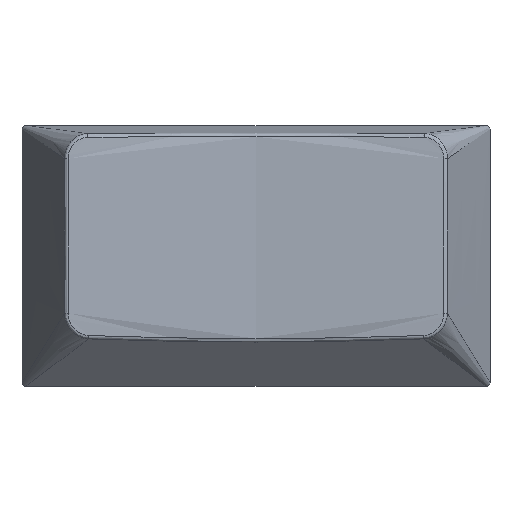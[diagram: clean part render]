
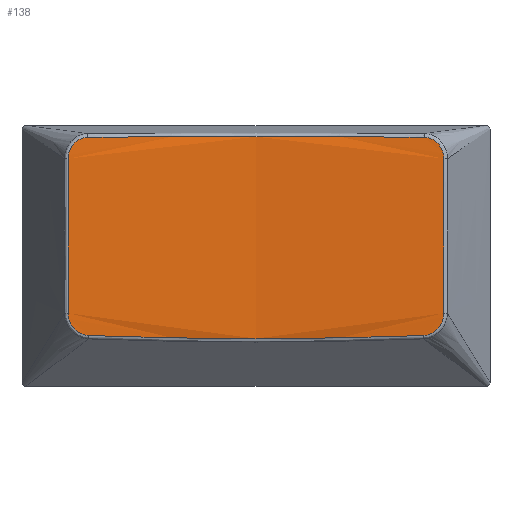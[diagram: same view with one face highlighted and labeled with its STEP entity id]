
A CAD part, top view. The second image highlights one B-rep face of the part: STEP entity #138.
In plain terms, the highlighted cylindrical face has radius 144.265 mm (diameter 288.53 mm), a partial arc.
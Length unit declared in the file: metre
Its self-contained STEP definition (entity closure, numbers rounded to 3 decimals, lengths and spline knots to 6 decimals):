
#138=ADVANCED_FACE('0:36349',(#235),#236,.F.);
#235=FACE_OUTER_BOUND('',#2470,.T.);
#236=CYLINDRICAL_SURFACE('',#2471,0.144265);
#2470=EDGE_LOOP('',(#2847,#2848,#2849,#2850,#2851,#2852,#2853,#2854));
#2471=AXIS2_PLACEMENT_3D('',#2855,#2856,#2857);
#2847=ORIENTED_EDGE('',*,*,#3057,.F.);
#2848=ORIENTED_EDGE('',*,*,#3060,.F.);
#2849=ORIENTED_EDGE('',*,*,#3066,.F.);
#2850=ORIENTED_EDGE('',*,*,#3071,.F.);
#2851=ORIENTED_EDGE('',*,*,#3077,.F.);
#2852=ORIENTED_EDGE('',*,*,#3075,.F.);
#2853=ORIENTED_EDGE('',*,*,#3069,.F.);
#2854=ORIENTED_EDGE('',*,*,#3063,.F.);
#2855=CARTESIAN_POINT('',(0.141251,0.176042,0.15069));
#2856=DIRECTION('',(0.,-1.,0.022));
#2857=DIRECTION('',(-1.0,0.,0.));
#3057=EDGE_CURVE('0:36676',#3270,#3265,#3272,.T.);
#3060=EDGE_CURVE('0:36685',#3275,#3270,#3277,.T.);
#3063=EDGE_CURVE('0:36694',#3265,#3278,#3282,.T.);
#3066=EDGE_CURVE('0:36703',#3285,#3275,#3287,.T.);
#3069=EDGE_CURVE('0:36712',#3278,#3288,#3292,.T.);
#3071=EDGE_CURVE('0:36718',#3294,#3285,#3296,.T.);
#3075=EDGE_CURVE('0:36730',#3288,#3298,#3302,.T.);
#3077=EDGE_CURVE('0:36736',#3298,#3294,#3304,.T.);
#3265=VERTEX_POINT('',#5805);
#3270=VERTEX_POINT('',#5816);
#3272=B_SPLINE_CURVE_WITH_KNOTS('',3,(#5818,#5819,#5820,#5821,#5822,#5823,#5824),.UNSPECIFIED.,.F.,.F.,(4,1,1,1,4),(0.,0.657706,1.315411,1.808691,2.30197),.UNSPECIFIED.);
#3275=VERTEX_POINT('',#5827);
#3277=ELLIPSE('',#5829,0.114491,0.099089);
#3278=VERTEX_POINT('',#5830);
#3282=B_SPLINE_CURVE_WITH_KNOTS('',3,(#5838,#5839,#5840,#5841,#5842),.UNSPECIFIED.,.F.,.F.,(4,1,4),(0.,4.570349,10.664149),.UNSPECIFIED.);
#3285=VERTEX_POINT('',#5851);
#3287=B_SPLINE_CURVE_WITH_KNOTS('',3,(#5853,#5854,#5855,#5856,#5857,#5858,#5859),.UNSPECIFIED.,.F.,.F.,(4,1,1,1,4),(0.,0.657706,1.315411,1.973117,2.30197),.UNSPECIFIED.);
#3288=VERTEX_POINT('',#5860);
#3292=B_SPLINE_CURVE_WITH_KNOTS('',3,(#5869,#5870,#5871,#5872,#5873,#5874),.UNSPECIFIED.,.F.,.F.,(4,1,1,4),(0.,0.957515,1.595858,2.234201),.UNSPECIFIED.);
#3294=VERTEX_POINT('',#5876);
#3296=B_SPLINE_CURVE_WITH_KNOTS('',3,(#5878,#5879,#5880,#5881,#5882),.UNSPECIFIED.,.F.,.F.,(4,1,4),(-10.664149,-4.570349,0.),.UNSPECIFIED.);
#3298=VERTEX_POINT('',#5888);
#3302=ELLIPSE('',#5892,0.124254,0.107524);
#3304=B_SPLINE_CURVE_WITH_KNOTS('',3,(#5900,#5901,#5902,#5903,#5904,#5905,#5906),.UNSPECIFIED.,.F.,.F.,(4,1,1,1,4),(0.,0.319175,0.957524,1.595873,2.234222),.UNSPECIFIED.);
#5805=CARTESIAN_POINT('',(0.128292,0.163497,0.007248));
#5816=CARTESIAN_POINT('',(0.129703,0.161958,0.007161));
#5818=CARTESIAN_POINT('',(0.129703,0.161958,0.007161));
#5819=CARTESIAN_POINT('',(0.129485,0.161966,0.007178));
#5820=CARTESIAN_POINT('',(0.129056,0.162097,0.007211));
#5821=CARTESIAN_POINT('',(0.128601,0.162512,0.007241));
#5822=CARTESIAN_POINT('',(0.128348,0.163004,0.007253));
#5823=CARTESIAN_POINT('',(0.128292,0.163333,0.007251));
#5824=CARTESIAN_POINT('',(0.128292,0.163497,0.007248));
#5827=CARTESIAN_POINT('',(0.152799,0.161958,0.007161));
#5829=AXIS2_PLACEMENT_3D('',#6089,#6090,#6091);
#5830=CARTESIAN_POINT('',(0.128288,0.174159,0.007015));
#5838=CARTESIAN_POINT('',(0.128292,0.163497,0.007248));
#5839=CARTESIAN_POINT('',(0.128292,0.16502,0.007214));
#5840=CARTESIAN_POINT('',(0.12829,0.168574,0.007137));
#5841=CARTESIAN_POINT('',(0.128288,0.172128,0.007059));
#5842=CARTESIAN_POINT('',(0.128288,0.174159,0.007015));
#5851=CARTESIAN_POINT('',(0.154211,0.163497,0.007248));
#5853=CARTESIAN_POINT('',(0.154211,0.163497,0.007248));
#5854=CARTESIAN_POINT('',(0.154211,0.163278,0.007252));
#5855=CARTESIAN_POINT('',(0.154112,0.162841,0.007253));
#5856=CARTESIAN_POINT('',(0.153719,0.162298,0.00723));
#5857=CARTESIAN_POINT('',(0.153234,0.162017,0.007195));
#5858=CARTESIAN_POINT('',(0.152908,0.161962,0.007169));
#5859=CARTESIAN_POINT('',(0.152799,0.161958,0.007161));
#5860=CARTESIAN_POINT('',(0.129649,0.175642,0.006867));
#5869=CARTESIAN_POINT('',(0.128288,0.174159,0.007015));
#5870=CARTESIAN_POINT('',(0.128288,0.174478,0.007008));
#5871=CARTESIAN_POINT('',(0.128458,0.175008,0.006981));
#5872=CARTESIAN_POINT('',(0.129017,0.175521,0.006921));
#5873=CARTESIAN_POINT('',(0.129437,0.17564,0.006884));
#5874=CARTESIAN_POINT('',(0.129649,0.175642,0.006867));
#5876=CARTESIAN_POINT('',(0.154215,0.174159,0.007015));
#5878=CARTESIAN_POINT('',(0.154215,0.174159,0.007015));
#5879=CARTESIAN_POINT('',(0.154214,0.172128,0.007059));
#5880=CARTESIAN_POINT('',(0.154212,0.168574,0.007137));
#5881=CARTESIAN_POINT('',(0.154211,0.16502,0.007214));
#5882=CARTESIAN_POINT('',(0.154211,0.163497,0.007248));
#5888=CARTESIAN_POINT('',(0.152854,0.175642,0.006867));
#5892=AXIS2_PLACEMENT_3D('',#6110,#6111,#6112);
#5900=CARTESIAN_POINT('',(0.152854,0.175642,0.006867));
#5901=CARTESIAN_POINT('',(0.15296,0.175641,0.006875));
#5902=CARTESIAN_POINT('',(0.153277,0.175596,0.006902));
#5903=CARTESIAN_POINT('',(0.15375,0.175328,0.006948));
#5904=CARTESIAN_POINT('',(0.154125,0.174796,0.006993));
#5905=CARTESIAN_POINT('',(0.154215,0.174371,0.007011));
#5906=CARTESIAN_POINT('',(0.154215,0.174159,0.007015));
#6089=CARTESIAN_POINT('',(0.141251,0.203638,0.0965));
#6090=DIRECTION('',(0.,0.906,-0.423));
#6091=DIRECTION('',(1.,0.,0.));
#6110=CARTESIAN_POINT('',(0.141251,0.166422,0.113523));
#6111=DIRECTION('',(0.,-0.996,-0.086));
#6112=DIRECTION('',(1.0,0.,0.));
